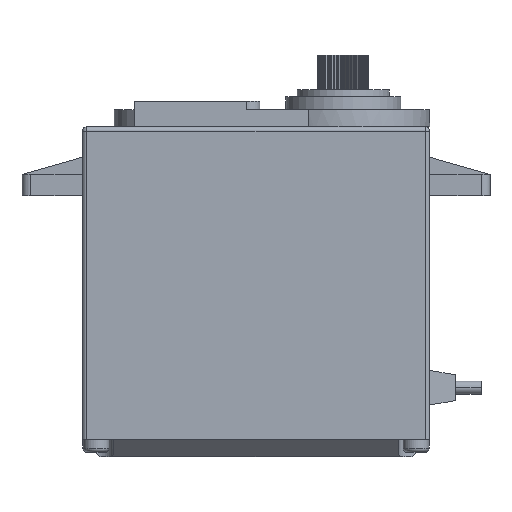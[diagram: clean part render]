
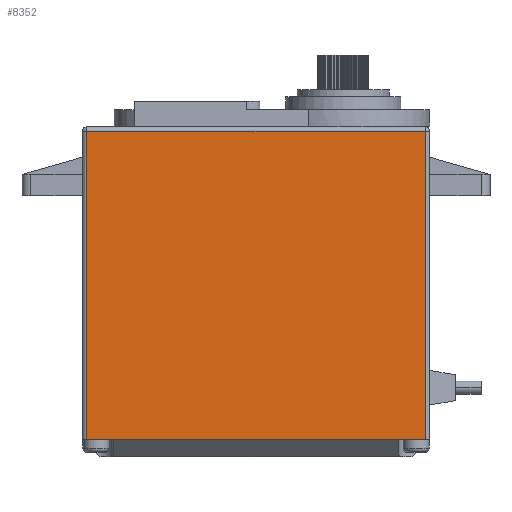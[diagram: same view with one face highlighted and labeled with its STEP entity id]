
A CAD part, front view. The second image highlights one B-rep face of the part: STEP entity #8352.
In plain terms, the highlighted planar face has unit normal (0, -1, 0).
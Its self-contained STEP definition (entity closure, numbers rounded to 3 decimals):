
#237=PLANE('',#8881);
#641=FACE_OUTER_BOUND('',#1100,.T.);
#1100=EDGE_LOOP('',(#6039,#6040,#6041,#6042,#6043,#6044));
#1549=LINE('',#11649,#2572);
#1561=LINE('',#11691,#2584);
#1578=LINE('',#11748,#2601);
#1581=LINE('',#11754,#2604);
#1592=LINE('',#11792,#2615);
#1594=LINE('',#11796,#2617);
#2572=VECTOR('',#9500,10.);
#2584=VECTOR('',#9544,10.);
#2601=VECTOR('',#9599,10.);
#2604=VECTOR('',#9606,10.);
#2615=VECTOR('',#9659,10.);
#2617=VECTOR('',#9665,10.);
#3690=VERTEX_POINT('',#11646);
#3691=VERTEX_POINT('',#11648);
#3703=VERTEX_POINT('',#11683);
#3705=VERTEX_POINT('',#11689);
#3726=VERTEX_POINT('',#11747);
#3732=VERTEX_POINT('',#11785);
#4546=EDGE_CURVE('',#3690,#3691,#1549,.T.);
#4567=EDGE_CURVE('',#3705,#3703,#1561,.T.);
#4594=EDGE_CURVE('',#3691,#3726,#1578,.T.);
#4598=EDGE_CURVE('',#3703,#3690,#1581,.T.);
#4620=EDGE_CURVE('',#3732,#3705,#1592,.T.);
#4622=EDGE_CURVE('',#3726,#3732,#1594,.T.);
#6039=ORIENTED_EDGE('',*,*,#4594,.F.);
#6040=ORIENTED_EDGE('',*,*,#4546,.F.);
#6041=ORIENTED_EDGE('',*,*,#4598,.F.);
#6042=ORIENTED_EDGE('',*,*,#4567,.F.);
#6043=ORIENTED_EDGE('',*,*,#4620,.F.);
#6044=ORIENTED_EDGE('',*,*,#4622,.F.);
#8352=ADVANCED_FACE('',(#641),#237,.T.);
#8881=AXIS2_PLACEMENT_3D('',#11806,#9681,#9682);
#9500=DIRECTION('',(-1.,0.,0.));
#9544=DIRECTION('',(-1.,0.,0.));
#9599=DIRECTION('',(0.,0.,1.));
#9606=DIRECTION('',(-1.,0.,0.));
#9659=DIRECTION('',(0.,0.,-1.));
#9665=DIRECTION('',(1.,0.,0.));
#9681=DIRECTION('center_axis',(0.,-1.,0.));
#9682=DIRECTION('ref_axis',(1.,0.,0.));
#11646=CARTESIAN_POINT('',(-16.539,-13.175,0.593));
#11648=CARTESIAN_POINT('',(-19.6,-13.175,0.593));
#11649=CARTESIAN_POINT('',(-10.05,-13.175,0.593));
#11683=CARTESIAN_POINT('',(16.539,-13.175,0.593));
#11689=CARTESIAN_POINT('',(19.6,-13.175,0.593));
#11691=CARTESIAN_POINT('',(-10.05,-13.175,0.593));
#11747=CARTESIAN_POINT('',(-19.6,-13.175,36.293));
#11748=CARTESIAN_POINT('',(-19.6,-13.175,-1.407));
#11754=CARTESIAN_POINT('',(-10.05,-13.175,0.593));
#11785=CARTESIAN_POINT('',(19.6,-13.175,36.293));
#11792=CARTESIAN_POINT('',(19.6,-13.175,-1.407));
#11796=CARTESIAN_POINT('',(-10.05,-13.175,36.293));
#11806=CARTESIAN_POINT('Origin',(-20.1,-13.175,-1.407));
